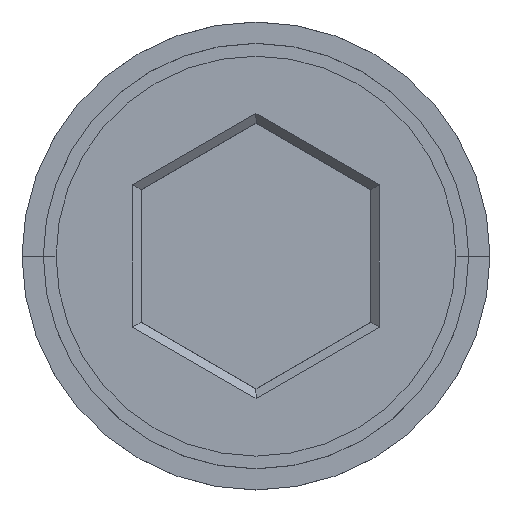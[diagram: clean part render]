
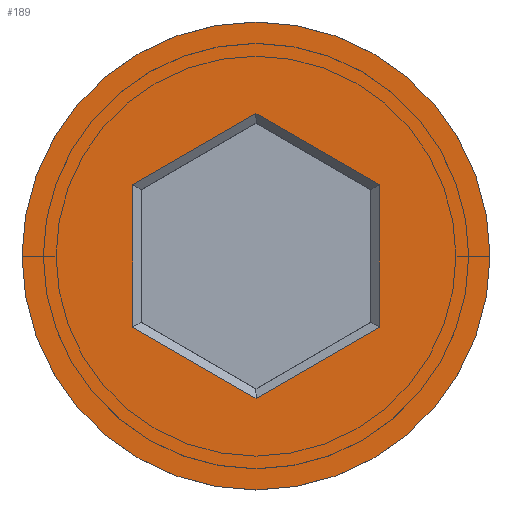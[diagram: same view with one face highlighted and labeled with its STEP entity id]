
A CAD part, top view. The second image highlights one B-rep face of the part: STEP entity #189.
In plain terms, the highlighted planar face has unit normal (0, 0, 1).
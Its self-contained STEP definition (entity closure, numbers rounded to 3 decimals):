
#18 = CARTESIAN_POINT ( 'NONE',  ( -5.5, 0., 0. ) ) ;
#67 = VERTEX_POINT ( 'NONE', #675 ) ;
#83 = EDGE_LOOP ( 'NONE', ( #383, #660 ) ) ;
#101 = ORIENTED_EDGE ( 'NONE', *, *, #1209, .T. ) ;
#103 = CARTESIAN_POINT ( 'NONE',  ( 2.9, -1.559, 0. ) ) ;
#110 = CARTESIAN_POINT ( 'NONE',  ( -0.1, 3.291, 0. ) ) ;
#130 = CARTESIAN_POINT ( 'NONE',  ( 0., 0., 0. ) ) ;
#189 = ADVANCED_FACE ( 'NONE', ( #1394, #1408 ), #384, .T. ) ;
#213 = EDGE_LOOP ( 'NONE', ( #101, #571, #367, #994, #228, #1016 ) ) ;
#228 = ORIENTED_EDGE ( 'NONE', *, *, #965, .T. ) ;
#238 = DIRECTION ( 'NONE',  ( 0.866, -0.5, 0. ) ) ;
#272 = LINE ( 'NONE', #1401, #380 ) ;
#278 = LINE ( 'NONE', #1280, #667 ) ;
#301 = DIRECTION ( 'NONE',  ( 1., 0., 0. ) ) ;
#322 = AXIS2_PLACEMENT_3D ( 'NONE', #1317, #599, #840 ) ;
#326 = CIRCLE ( 'NONE', #1175, 5.5 ) ;
#329 = LINE ( 'NONE', #103, #1381 ) ;
#367 = ORIENTED_EDGE ( 'NONE', *, *, #528, .T. ) ;
#380 = VECTOR ( 'NONE', #1068, 1000. ) ;
#383 = ORIENTED_EDGE ( 'NONE', *, *, #1148, .T. ) ;
#384 = PLANE ( 'NONE',  #322 ) ;
#387 = CARTESIAN_POINT ( 'NONE',  ( 0., 3.349, 0. ) ) ;
#413 = CARTESIAN_POINT ( 'NONE',  ( -2.9, 1.674, 0. ) ) ;
#438 = DIRECTION ( 'NONE',  ( 0., 0., 1. ) ) ;
#467 = CARTESIAN_POINT ( 'NONE',  ( 2.9, 1.674, 0. ) ) ;
#481 = VERTEX_POINT ( 'NONE', #18 ) ;
#528 = EDGE_CURVE ( 'NONE', #797, #758, #1136, .T. ) ;
#571 = ORIENTED_EDGE ( 'NONE', *, *, #1166, .T. ) ;
#588 = CARTESIAN_POINT ( 'NONE',  ( -2.9, -1.674, 0. ) ) ;
#592 = EDGE_CURVE ( 'NONE', #481, #67, #810, .T. ) ;
#595 = VECTOR ( 'NONE', #769, 1000. ) ;
#599 = DIRECTION ( 'NONE',  ( 0., 0., 1. ) ) ;
#608 = DIRECTION ( 'NONE',  ( 0., 1., 0. ) ) ;
#633 = LINE ( 'NONE', #1097, #1309 ) ;
#648 = CARTESIAN_POINT ( 'NONE',  ( 0., 0., 0. ) ) ;
#660 = ORIENTED_EDGE ( 'NONE', *, *, #592, .T. ) ;
#667 = VECTOR ( 'NONE', #860, 1000. ) ;
#673 = VERTEX_POINT ( 'NONE', #833 ) ;
#675 = CARTESIAN_POINT ( 'NONE',  ( 5.5, 0., 0. ) ) ;
#702 = CARTESIAN_POINT ( 'NONE',  ( 2.8, 1.732, 0. ) ) ;
#743 = CARTESIAN_POINT ( 'NONE',  ( 2.9, -1.674, 0. ) ) ;
#758 = VERTEX_POINT ( 'NONE', #387 ) ;
#769 = DIRECTION ( 'NONE',  ( 0.866, 0.5, 0. ) ) ;
#785 = VERTEX_POINT ( 'NONE', #743 ) ;
#797 = VERTEX_POINT ( 'NONE', #413 ) ;
#807 = DIRECTION ( 'NONE',  ( 1., 0., 0. ) ) ;
#810 = CIRCLE ( 'NONE', #859, 5.5 ) ;
#833 = CARTESIAN_POINT ( 'NONE',  ( 0., -3.349, 0. ) ) ;
#840 = DIRECTION ( 'NONE',  ( 1., 0., 0. ) ) ;
#859 = AXIS2_PLACEMENT_3D ( 'NONE', #648, #438, #301 ) ;
#860 = DIRECTION ( 'NONE',  ( -0.866, 0.5, 0. ) ) ;
#875 = DIRECTION ( 'NONE',  ( 0., -1., 0. ) ) ;
#965 = EDGE_CURVE ( 'NONE', #1066, #785, #329, .T. ) ;
#973 = VECTOR ( 'NONE', #238, 1000. ) ;
#994 = ORIENTED_EDGE ( 'NONE', *, *, #1117, .T. ) ;
#1016 = ORIENTED_EDGE ( 'NONE', *, *, #1324, .T. ) ;
#1034 = LINE ( 'NONE', #702, #973 ) ;
#1044 = VERTEX_POINT ( 'NONE', #588 ) ;
#1066 = VERTEX_POINT ( 'NONE', #467 ) ;
#1068 = DIRECTION ( 'NONE',  ( -0.866, -0.5, 0. ) ) ;
#1097 = CARTESIAN_POINT ( 'NONE',  ( -2.9, 1.559, 0. ) ) ;
#1117 = EDGE_CURVE ( 'NONE', #758, #1066, #1034, .T. ) ;
#1136 = LINE ( 'NONE', #110, #595 ) ;
#1148 = EDGE_CURVE ( 'NONE', #67, #481, #326, .T. ) ;
#1166 = EDGE_CURVE ( 'NONE', #1044, #797, #633, .T. ) ;
#1175 = AXIS2_PLACEMENT_3D ( 'NONE', #130, #1274, #807 ) ;
#1209 = EDGE_CURVE ( 'NONE', #673, #1044, #278, .T. ) ;
#1274 = DIRECTION ( 'NONE',  ( 0., 0., 1. ) ) ;
#1280 = CARTESIAN_POINT ( 'NONE',  ( -2.8, -1.732, 0. ) ) ;
#1309 = VECTOR ( 'NONE', #608, 1000. ) ;
#1317 = CARTESIAN_POINT ( 'NONE',  ( 0., 0., 0. ) ) ;
#1324 = EDGE_CURVE ( 'NONE', #785, #673, #272, .T. ) ;
#1381 = VECTOR ( 'NONE', #875, 1000. ) ;
#1394 = FACE_BOUND ( 'NONE', #213, .T. ) ;
#1401 = CARTESIAN_POINT ( 'NONE',  ( 0.1, -3.291, 0. ) ) ;
#1408 = FACE_OUTER_BOUND ( 'NONE', #83, .T. ) ;
